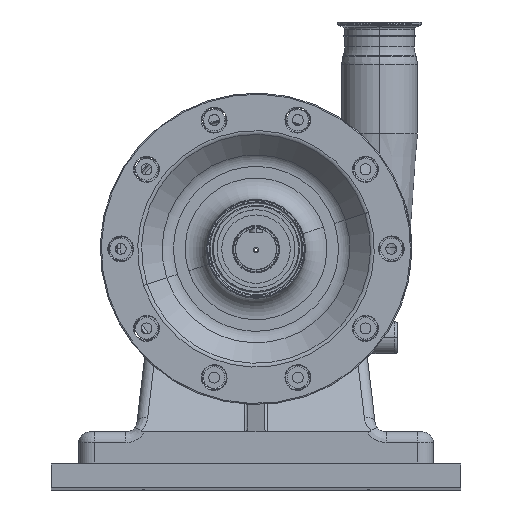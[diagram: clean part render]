
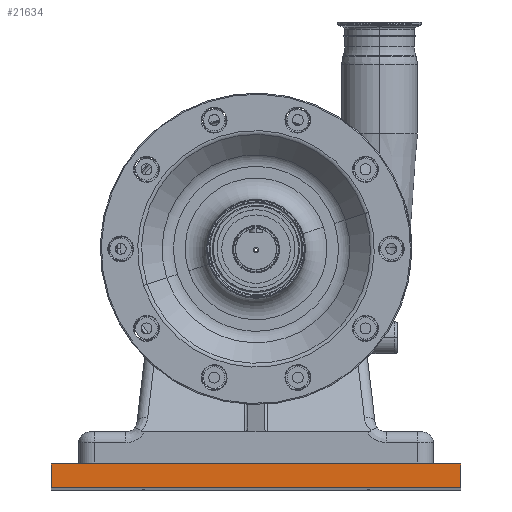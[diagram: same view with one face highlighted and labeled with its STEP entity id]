
A CAD part, top view. The second image highlights one B-rep face of the part: STEP entity #21634.
In plain terms, the highlighted planar face has unit normal (0, 0, 1).
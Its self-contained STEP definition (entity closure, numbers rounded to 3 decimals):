
#2478 = FACE_OUTER_BOUND ( 'NONE', #5070, .T. ) ;
#3097 = CARTESIAN_POINT ( 'NONE',  ( 190.5, 22.225, 571.5 ) ) ;
#3901 = DIRECTION ( 'NONE',  ( 0., -1., 0. ) ) ;
#4204 = ORIENTED_EDGE ( 'NONE', *, *, #23272, .F. ) ;
#4406 = EDGE_CURVE ( 'NONE', #27552, #22938, #14406, .T. ) ;
#4410 = VERTEX_POINT ( 'NONE', #3097 ) ;
#5070 = EDGE_LOOP ( 'NONE', ( #5171, #4204, #5373, #7238 ) ) ;
#5171 = ORIENTED_EDGE ( 'NONE', *, *, #24158, .T. ) ;
#5373 = ORIENTED_EDGE ( 'NONE', *, *, #23749, .F. ) ;
#5750 = CARTESIAN_POINT ( 'NONE',  ( -190.5, 0., 571.5 ) ) ;
#6284 = LINE ( 'NONE', #8959, #12299 ) ;
#6303 = VECTOR ( 'NONE', #7864, 1000. ) ;
#6808 = CARTESIAN_POINT ( 'NONE',  ( 190.5, 22.225, 571.5 ) ) ;
#7238 = ORIENTED_EDGE ( 'NONE', *, *, #4406, .T. ) ;
#7864 = DIRECTION ( 'NONE',  ( 0., -1., 0. ) ) ;
#8376 = CARTESIAN_POINT ( 'NONE',  ( 190.5, 0., 571.5 ) ) ;
#8959 = CARTESIAN_POINT ( 'NONE',  ( 190.5, 22.225, 571.5 ) ) ;
#9364 = CARTESIAN_POINT ( 'NONE',  ( 190.5, 22.225, 571.5 ) ) ;
#9373 = VECTOR ( 'NONE', #25888, 1000. ) ;
#9399 = VECTOR ( 'NONE', #14780, 1000. ) ;
#11113 = CARTESIAN_POINT ( 'NONE',  ( -190.5, 22.225, 571.5 ) ) ;
#12299 = VECTOR ( 'NONE', #3901, 1000. ) ;
#13644 = DIRECTION ( 'NONE',  ( -1., 0., 0. ) ) ;
#14406 = LINE ( 'NONE', #19318, #6303 ) ;
#14780 = DIRECTION ( 'NONE',  ( 1., 0., 0. ) ) ;
#16166 = DIRECTION ( 'NONE',  ( 0., 0., -1. ) ) ;
#19318 = CARTESIAN_POINT ( 'NONE',  ( -190.5, 22.225, 571.5 ) ) ;
#19401 = LINE ( 'NONE', #8376, #9399 ) ;
#19891 = AXIS2_PLACEMENT_3D ( 'NONE', #6808, #16166, #13644 ) ;
#20667 = LINE ( 'NONE', #9364, #9373 ) ;
#21634 = ADVANCED_FACE ( 'NONE', ( #2478 ), #27495, .F. ) ;
#22938 = VERTEX_POINT ( 'NONE', #5750 ) ;
#23115 = VERTEX_POINT ( 'NONE', #28040 ) ;
#23272 = EDGE_CURVE ( 'NONE', #4410, #23115, #6284, .T. ) ;
#23749 = EDGE_CURVE ( 'NONE', #27552, #4410, #20667, .T. ) ;
#24158 = EDGE_CURVE ( 'NONE', #22938, #23115, #19401, .T. ) ;
#25888 = DIRECTION ( 'NONE',  ( 1., 0., 0. ) ) ;
#27495 = PLANE ( 'NONE',  #19891 ) ;
#27552 = VERTEX_POINT ( 'NONE', #11113 ) ;
#28040 = CARTESIAN_POINT ( 'NONE',  ( 190.5, 0., 571.5 ) ) ;
